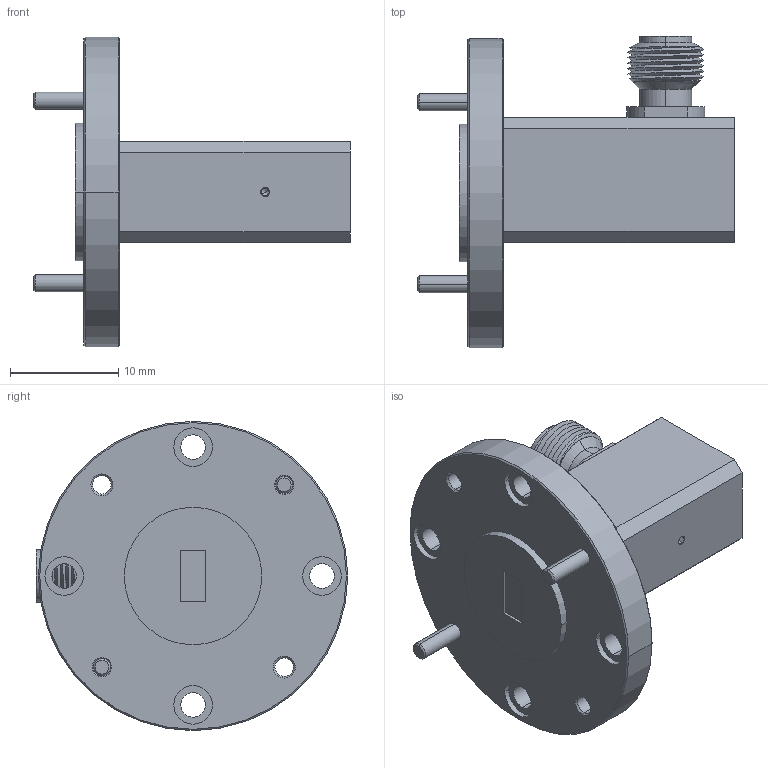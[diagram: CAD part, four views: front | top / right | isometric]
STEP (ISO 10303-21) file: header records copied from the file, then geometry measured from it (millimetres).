
FILE_DESCRIPTION (( 'STEP AP214' ), '1' );
FILE_NAME ('SWC-19VF-R1, CTRLD.STEP', '2023-08-21T17:15:01', ( '' ), ( '' ), 'SwSTEP 2.0', 'SolidWorks 2021', '' );
FILE_SCHEMA (( 'AUTOMOTIVE_DESIGN' ));
Length unit declared in the file: inch
Products named in the file (1): SWC-19VF-R1, CTRLD
Bounding box: 29.27 x 28.77 x 28.57 mm (x, y, z)
Volume: 4564 mm3; surface area: 3248.2 mm2
Topology: 5 solids, 5 shells, 233 faces, 533 edges, 321 vertices
Faces by surface type: cylinder 83, cone 82, plane 63, bspline 5
Entity records: 9479 total; most frequent: CARTESIAN_POINT 4237, DIRECTION 1072, ORIENTED_EDGE 1054, EDGE_CURVE 527, AXIS2_PLACEMENT_3D 423, VERTEX_POINT 321, EDGE_LOOP 268, ADVANCED_FACE 233
